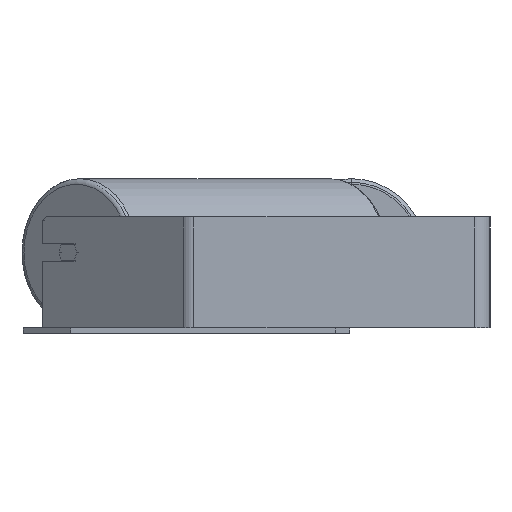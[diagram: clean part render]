
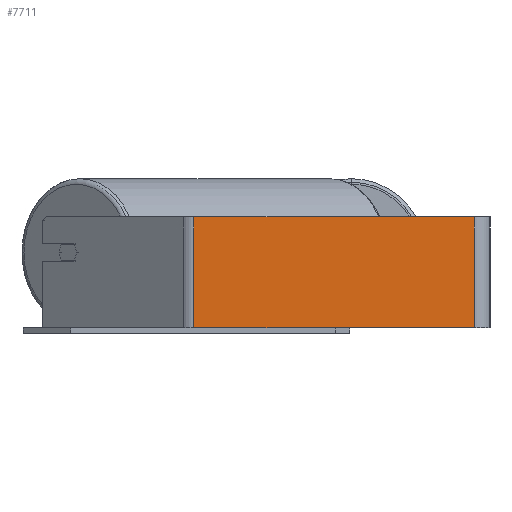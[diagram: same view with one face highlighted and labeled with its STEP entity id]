
A CAD part, left-side view. The second image highlights one B-rep face of the part: STEP entity #7711.
In plain terms, the highlighted planar face has unit normal (-1, 0, 0).
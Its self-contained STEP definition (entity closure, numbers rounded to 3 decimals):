
#908 = VECTOR ( 'NONE', #1169, 1000. ) ;
#1169 = DIRECTION ( 'NONE',  ( 0., -1., 0. ) ) ;
#1284 = CARTESIAN_POINT ( 'NONE',  ( -605., 14., 50. ) ) ;
#1777 = VERTEX_POINT ( 'NONE', #7866 ) ;
#2187 = EDGE_CURVE ( 'NONE', #8757, #4824, #8832, .T. ) ;
#2234 = LINE ( 'NONE', #5804, #5152 ) ;
#2366 = DIRECTION ( 'NONE',  ( 0., -1., 0. ) ) ;
#2490 = VERTEX_POINT ( 'NONE', #7681 ) ;
#2515 = LINE ( 'NONE', #3069, #7803 ) ;
#2615 = ORIENTED_EDGE ( 'NONE', *, *, #4194, .F. ) ;
#2717 = FACE_OUTER_BOUND ( 'NONE', #7106, .T. ) ;
#3069 = CARTESIAN_POINT ( 'NONE',  ( -605., 267.098, 50. ) ) ;
#3154 = CARTESIAN_POINT ( 'NONE',  ( -605., 14., 50. ) ) ;
#3812 = EDGE_CURVE ( 'NONE', #1777, #4824, #8847, .T. ) ;
#3925 = ORIENTED_EDGE ( 'NONE', *, *, #4643, .T. ) ;
#4194 = EDGE_CURVE ( 'NONE', #2490, #8757, #2234, .T. ) ;
#4360 = ORIENTED_EDGE ( 'NONE', *, *, #2187, .F. ) ;
#4643 = EDGE_CURVE ( 'NONE', #2490, #1777, #2515, .T. ) ;
#4824 = VERTEX_POINT ( 'NONE', #8494 ) ;
#4871 = CARTESIAN_POINT ( 'NONE',  ( -605., 272.194, 50. ) ) ;
#5015 = DIRECTION ( 'NONE',  ( 0., 0., -1. ) ) ;
#5152 = VECTOR ( 'NONE', #2366, 1000. ) ;
#5220 = DIRECTION ( 'NONE',  ( 0., 0., -1. ) ) ;
#5804 = CARTESIAN_POINT ( 'NONE',  ( -605., 272.194, 50. ) ) ;
#5902 = AXIS2_PLACEMENT_3D ( 'NONE', #4871, #8490, #5015 ) ;
#6691 = CARTESIAN_POINT ( 'NONE',  ( -605., 272.194, -50. ) ) ;
#6857 = DIRECTION ( 'NONE',  ( 0., 0., -1. ) ) ;
#7106 = EDGE_LOOP ( 'NONE', ( #8976, #4360, #2615, #3925 ) ) ;
#7681 = CARTESIAN_POINT ( 'NONE',  ( -605., 267.098, 50. ) ) ;
#7711 = ADVANCED_FACE ( 'NONE', ( #2717 ), #9024, .F. ) ;
#7803 = VECTOR ( 'NONE', #5220, 1000. ) ;
#7866 = CARTESIAN_POINT ( 'NONE',  ( -605., 267.098, -50. ) ) ;
#8490 = DIRECTION ( 'NONE',  ( 1., 0., 0. ) ) ;
#8494 = CARTESIAN_POINT ( 'NONE',  ( -605., 14., -50. ) ) ;
#8497 = VECTOR ( 'NONE', #6857, 1000. ) ;
#8757 = VERTEX_POINT ( 'NONE', #3154 ) ;
#8832 = LINE ( 'NONE', #1284, #8497 ) ;
#8847 = LINE ( 'NONE', #6691, #908 ) ;
#8976 = ORIENTED_EDGE ( 'NONE', *, *, #3812, .T. ) ;
#9024 = PLANE ( 'NONE',  #5902 ) ;
